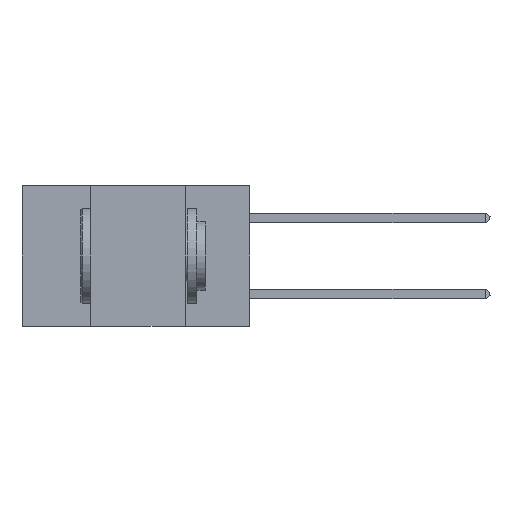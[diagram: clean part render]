
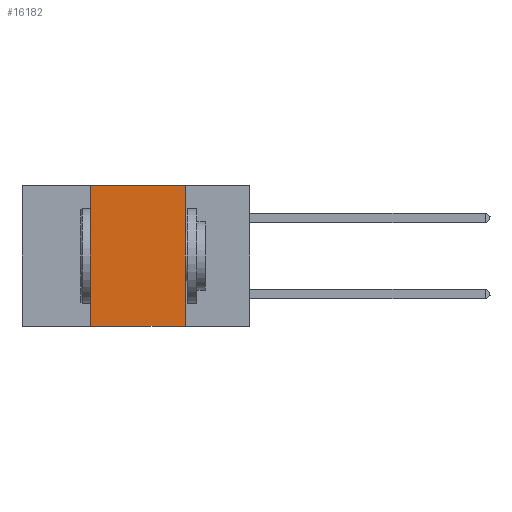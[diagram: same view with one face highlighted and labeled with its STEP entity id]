
A CAD part, left-side view. The second image highlights one B-rep face of the part: STEP entity #16182.
In plain terms, the highlighted planar face has unit normal (-1, 0, 0).
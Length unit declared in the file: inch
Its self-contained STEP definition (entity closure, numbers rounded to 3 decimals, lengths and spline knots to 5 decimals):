
#136 = AXIS2_PLACEMENT_3D ( 'NONE', #145, #10388, #14354 ) ;
#145 = CARTESIAN_POINT ( 'NONE',  ( 0., 0.6, 0. ) ) ;
#424 = LINE ( 'NONE', #9355, #15900 ) ;
#940 = VECTOR ( 'NONE', #5072, 39.37008 ) ;
#1044 = LINE ( 'NONE', #2433, #16729 ) ;
#2023 = CARTESIAN_POINT ( 'NONE',  ( 0., 0.6, -0.37 ) ) ;
#2318 = DIRECTION ( 'NONE',  ( 0., 0., 1. ) ) ;
#2433 = CARTESIAN_POINT ( 'NONE',  ( 0., 0.42, 0. ) ) ;
#3418 = LINE ( 'NONE', #12881, #940 ) ;
#4548 = EDGE_CURVE ( 'NONE', #6712, #16166, #1044, .T. ) ;
#4716 = DIRECTION ( 'NONE',  ( 0., -1., 0. ) ) ;
#4878 = ORIENTED_EDGE ( 'NONE', *, *, #10370, .T. ) ;
#5072 = DIRECTION ( 'NONE',  ( 0., 0., -1. ) ) ;
#6117 = VERTEX_POINT ( 'NONE', #16221 ) ;
#6696 = EDGE_LOOP ( 'NONE', ( #7865, #12646, #6833, #4878 ) ) ;
#6712 = VERTEX_POINT ( 'NONE', #14973 ) ;
#6833 = ORIENTED_EDGE ( 'NONE', *, *, #4548, .F. ) ;
#7865 = ORIENTED_EDGE ( 'NONE', *, *, #8214, .F. ) ;
#8214 = EDGE_CURVE ( 'NONE', #6117, #8267, #3418, .T. ) ;
#8267 = VERTEX_POINT ( 'NONE', #10989 ) ;
#8754 = LINE ( 'NONE', #2023, #15047 ) ;
#9355 = CARTESIAN_POINT ( 'NONE',  ( 0., 0.6, 0. ) ) ;
#10370 = EDGE_CURVE ( 'NONE', #6712, #8267, #8754, .T. ) ;
#10388 = DIRECTION ( 'NONE',  ( 1., 0., 0. ) ) ;
#10446 = CARTESIAN_POINT ( 'NONE',  ( 0., 0.42, 0. ) ) ;
#10989 = CARTESIAN_POINT ( 'NONE',  ( 0., 0.17, -0.37 ) ) ;
#12646 = ORIENTED_EDGE ( 'NONE', *, *, #15599, .F. ) ;
#12673 = FACE_OUTER_BOUND ( 'NONE', #6696, .T. ) ;
#12881 = CARTESIAN_POINT ( 'NONE',  ( 0., 0.17, 0. ) ) ;
#14354 = DIRECTION ( 'NONE',  ( 0., 0., -1. ) ) ;
#14422 = DIRECTION ( 'NONE',  ( 0., -1., 0. ) ) ;
#14973 = CARTESIAN_POINT ( 'NONE',  ( 0., 0.42, -0.37 ) ) ;
#15047 = VECTOR ( 'NONE', #4716, 39.37008 ) ;
#15599 = EDGE_CURVE ( 'NONE', #16166, #6117, #424, .T. ) ;
#15769 = PLANE ( 'NONE',  #136 ) ;
#15900 = VECTOR ( 'NONE', #14422, 39.37008 ) ;
#16166 = VERTEX_POINT ( 'NONE', #10446 ) ;
#16182 = ADVANCED_FACE ( 'NONE', ( #12673 ), #15769, .F. ) ;
#16221 = CARTESIAN_POINT ( 'NONE',  ( 0., 0.17, 0. ) ) ;
#16729 = VECTOR ( 'NONE', #2318, 39.37008 ) ;
